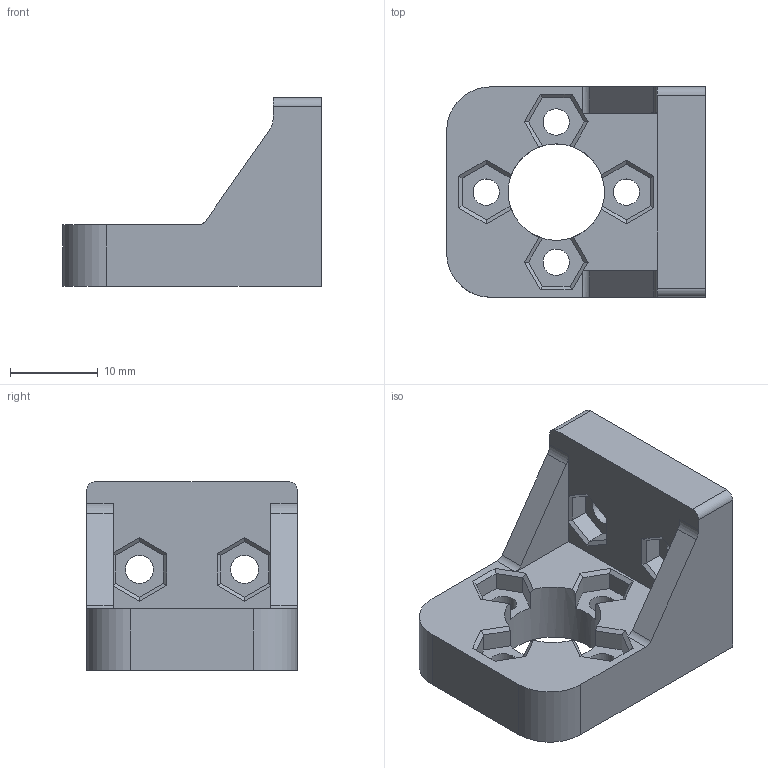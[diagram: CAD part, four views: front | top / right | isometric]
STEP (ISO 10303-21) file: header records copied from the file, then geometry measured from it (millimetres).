
FILE_DESCRIPTION(/* description */ (''),/* implementation_level */ '2;1');
FILE_NAME(/* name */ 'Z丝杆固定.stp',/* time_stamp */ '2024-09-09T23:10:06+08:00',/* author */ (''),/* organization */ (''),/* preprocessor_version */ 'ST-DEVELOPER v15.2',/* originating_system */ 'Autodesk Translator Framework v2.0.0.5431',/* authorisation */ '');
FILE_SCHEMA (('AUTOMOTIVE_DESIGN { 1 0 10303 214 3 1 1 }'));
Length unit declared in the file: centimetre
Products named in the file (1): Z丝杆固定
Bounding box: 29.5 x 24 x 21.5 mm (x, y, z)
Volume: 5831.1 mm3; surface area: 3506.1 mm2
Topology: 1 solids, 1 shells, 100 faces, 265 edges, 166 vertices
Faces by surface type: plane 85, cylinder 15
Full cylindrical faces by diameter (mm): 3 x4, 3.2 x2, 11 x1
Entity records: 3043 total; most frequent: CARTESIAN_POINT 523, ORIENTED_EDGE 514, DIRECTION 506, EDGE_CURVE 257, LINE 210, VECTOR 210, VERTEX_POINT 165, AXIS2_PLACEMENT_3D 148
